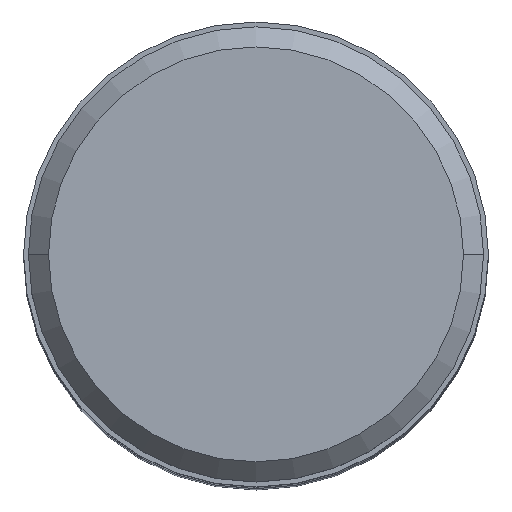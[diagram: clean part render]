
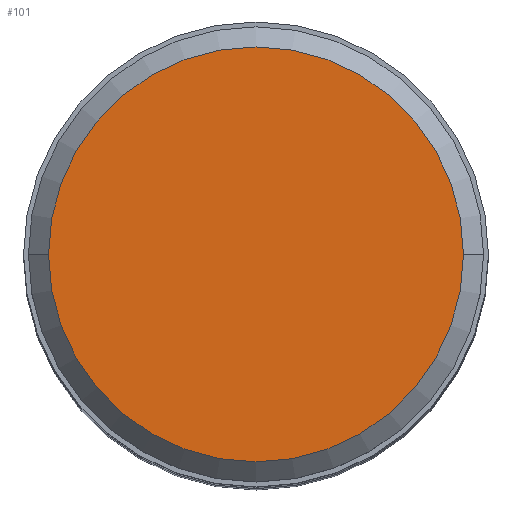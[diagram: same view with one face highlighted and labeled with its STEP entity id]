
A CAD part, top view. The second image highlights one B-rep face of the part: STEP entity #101.
In plain terms, the highlighted planar face has unit normal (0, 0, 1).
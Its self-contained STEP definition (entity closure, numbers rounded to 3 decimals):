
#44=PLANE('',#939);
#101=ADVANCED_FACE('',(#168),#44,.F.);
#168=FACE_OUTER_BOUND('',#220,.T.);
#220=EDGE_LOOP('',(#332,#333));
#332=ORIENTED_EDGE('',*,*,#558,.T.);
#333=ORIENTED_EDGE('',*,*,#559,.T.);
#482=VERTEX_POINT('',#1471);
#483=VERTEX_POINT('',#1472);
#558=EDGE_CURVE('',#482,#483,#660,.T.);
#559=EDGE_CURVE('',#483,#482,#661,.T.);
#660=CIRCLE('',#937,22.665);
#661=CIRCLE('',#938,22.665);
#937=AXIS2_PLACEMENT_3D('',#1470,#1148,#1149);
#938=AXIS2_PLACEMENT_3D('',#1473,#1150,#1151);
#939=AXIS2_PLACEMENT_3D('',#1474,#1152,#1153);
#1148=DIRECTION('',(0.,0.,1.));
#1149=DIRECTION('',(1.,0.,0.));
#1150=DIRECTION('',(0.,0.,1.));
#1151=DIRECTION('',(-1.,0.,0.));
#1152=DIRECTION('',(0.,0.,-1.));
#1153=DIRECTION('',(1.,0.,0.));
#1470=CARTESIAN_POINT('',(0.,0.,43.66));
#1471=CARTESIAN_POINT('',(22.665,0.,43.66));
#1472=CARTESIAN_POINT('',(-22.665,0.,43.66));
#1473=CARTESIAN_POINT('',(0.,0.,43.66));
#1474=CARTESIAN_POINT('',(0.,0.,43.66));
